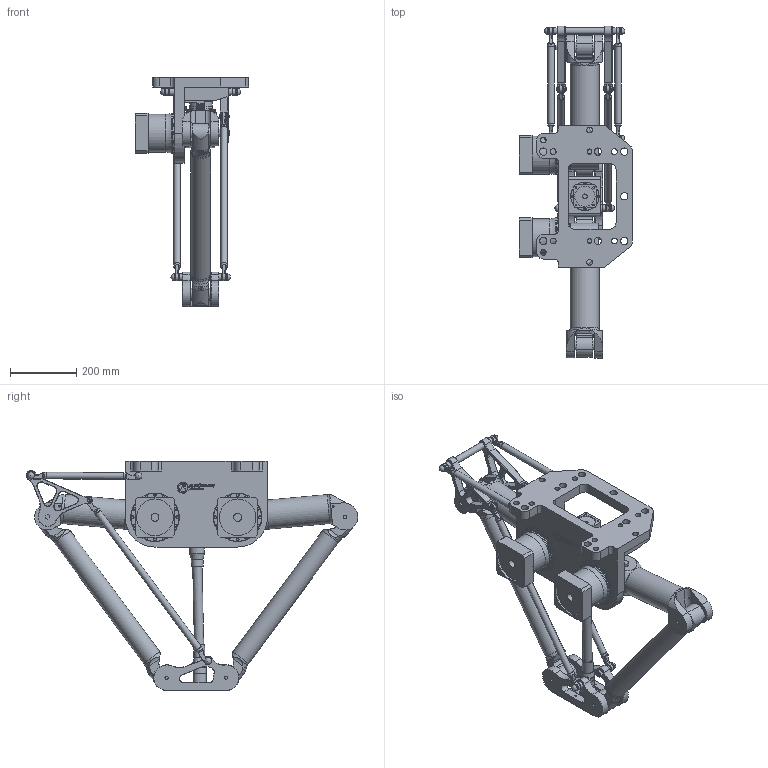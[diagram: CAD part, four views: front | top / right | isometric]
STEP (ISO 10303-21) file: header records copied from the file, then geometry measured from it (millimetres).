
FILE_DESCRIPTION(/* description */ (''),/* implementation_level */ '2;1');
FILE_NAME(/* name */ '3D-model_A_00914-T1.stp',/* time_stamp */ '2022-02-19T11:39:32+01:00',/* author */ ('michael.schutter'),/* organization */ ('Majatronic'),/* preprocessor_version */ 'ST-DEVELOPER v16.5',/* originating_system */ 'Autodesk Inventor 2017',/* authorisation */ '');
FILE_SCHEMA (('AUTOMOTIVE_DESIGN { 1 0 10303 214 3 1 1 }'));
Length unit declared in the file: millimetre
Products named in the file (16): A_00904-T1_DUMMY; MT_BGR00020908; MT_WST00065198; MT_WST00055121MT_WST; MT_WST00066994MT_WST; MT_WST00068499MT_WST; MT_WST00101308; MT_WST00060925MT_WST; MT_WST00060919MT_WST; MT_WST00060924MT_WST; MT_WST00064916MT_WST; MT_WST00060920MT_WST; MT_WST00060926MT_WST; MT_WST00068491MT_WST; MT_WST00101309; MT_WST00101311
Assembly tree (19 placements, depth 3):
  A_00904-T1_DUMMY
    MT_BGR00020908
      MT_WST00065198
      MT_WST00055121MT_WST  x2
      MT_WST00066994MT_WST
      MT_WST00068499MT_WST
    MT_WST00101308
    MT_WST00060925MT_WST
    MT_WST00060919MT_WST
    MT_WST00060924MT_WST  x2
    MT_WST00064916MT_WST
    MT_WST00060920MT_WST  x2
    MT_WST00060926MT_WST  x2
    MT_WST00068491MT_WST
    MT_WST00101309
    MT_WST00101311
Bounding box: 342 x 1003.87 x 695 mm (x, y, z)
Volume: 19565858.5 mm3; surface area: 1836644.5 mm2
Topology: 20 solids, 21 shells, 2287 faces, 5220 edges, 3319 vertices
Faces by surface type: plane 1087, cylinder 739, cone 329, torus 96, bspline 26, sphere 10
Full cylindrical faces by diameter (mm): 4 x16, 4.134 x38, 4.35 x8, 4.917 x16, 5 x32, 6 x1, 6.647 x6, 7 x16, 8 x2, 8.2 x24, 8.5 x32, 10 x36, 10.106 x1, 12 x5, 13 x24, 14 x2, 15 x5, 17.294 x8, 18 x16, 19.7 x1, 19.8 x8, 20 x27, 22 x7, 24 x2, 25 x2, 28 x1, 32 x8, 33 x1, 35 x1, 40 x8
Entity records: 55784 total; most frequent: CARTESIAN_POINT 13378, DIRECTION 8959, ORIENTED_EDGE 7548, EDGE_CURVE 3772, AXIS2_PLACEMENT_3D 3443, EDGE_LOOP 2667, VERTEX_POINT 2660, LINE 2073
